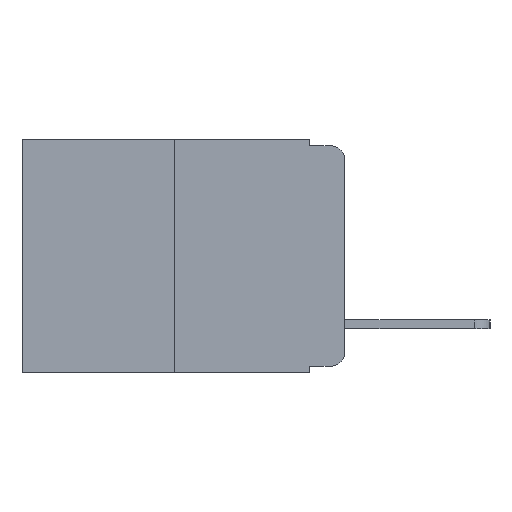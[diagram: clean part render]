
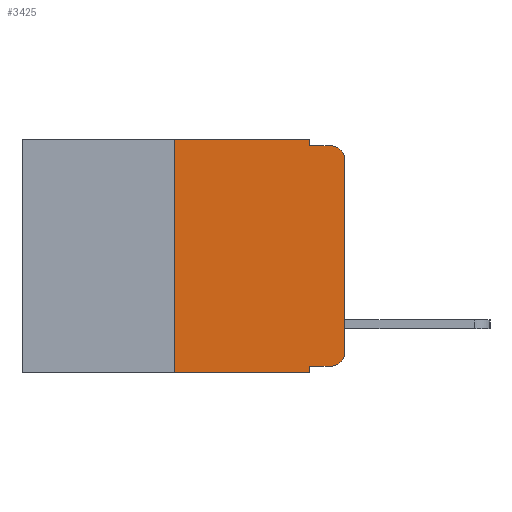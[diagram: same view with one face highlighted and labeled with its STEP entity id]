
A CAD part, left-side view. The second image highlights one B-rep face of the part: STEP entity #3425.
In plain terms, the highlighted planar face has unit normal (-1, 0, 0).
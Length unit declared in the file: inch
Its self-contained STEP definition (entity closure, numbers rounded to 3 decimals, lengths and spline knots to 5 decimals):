
#150 = LINE ( 'NONE', #2378, #18340 ) ;
#313 = ORIENTED_EDGE ( 'NONE', *, *, #6199, .T. ) ;
#522 = EDGE_CURVE ( 'NONE', #15262, #3773, #6132, .T. ) ;
#610 = VERTEX_POINT ( 'NONE', #14421 ) ;
#880 = CIRCLE ( 'NONE', #5197, 0.02 ) ;
#1252 = ORIENTED_EDGE ( 'NONE', *, *, #5233, .T. ) ;
#1298 = PLANE ( 'NONE',  #18031 ) ;
#1932 = AXIS2_PLACEMENT_3D ( 'NONE', #10997, #2319, #12424 ) ;
#2020 = EDGE_CURVE ( 'NONE', #7162, #4787, #150, .T. ) ;
#2082 = CARTESIAN_POINT ( 'NONE',  ( 0., 0.051, 0. ) ) ;
#2151 = ORIENTED_EDGE ( 'NONE', *, *, #15156, .F. ) ;
#2319 = DIRECTION ( 'NONE',  ( -1., 0., 0. ) ) ;
#2378 = CARTESIAN_POINT ( 'NONE',  ( 0., 0.25, 0. ) ) ;
#2579 = CARTESIAN_POINT ( 'NONE',  ( 0., 0.25, 0. ) ) ;
#2696 = CARTESIAN_POINT ( 'NONE',  ( 0., 0.02, -0.03 ) ) ;
#2732 = CARTESIAN_POINT ( 'NONE',  ( 0., 0.02, -0.01 ) ) ;
#2749 = VERTEX_POINT ( 'NONE', #14087 ) ;
#2767 = DIRECTION ( 'NONE',  ( 0., 0., -1. ) ) ;
#2886 = EDGE_CURVE ( 'NONE', #4787, #15262, #16766, .T. ) ;
#3329 = CARTESIAN_POINT ( 'NONE',  ( 0., 0.051, 0. ) ) ;
#3425 = ADVANCED_FACE ( 'NONE', ( #10346 ), #1298, .F. ) ;
#3524 = CARTESIAN_POINT ( 'NONE',  ( 0., 0.051, 0. ) ) ;
#3763 = EDGE_CURVE ( 'NONE', #610, #15886, #12548, .T. ) ;
#3773 = VERTEX_POINT ( 'NONE', #16420 ) ;
#4161 = DIRECTION ( 'NONE',  ( 0., 0., -1. ) ) ;
#4433 = VECTOR ( 'NONE', #10740, 39.37008 ) ;
#4601 = DIRECTION ( 'NONE',  ( 0., 0., 1. ) ) ;
#4653 = ORIENTED_EDGE ( 'NONE', *, *, #15796, .T. ) ;
#4752 = CARTESIAN_POINT ( 'NONE',  ( 0., 0.473, -0.343 ) ) ;
#4787 = VERTEX_POINT ( 'NONE', #2579 ) ;
#5197 = AXIS2_PLACEMENT_3D ( 'NONE', #2696, #12782, #4161 ) ;
#5233 = EDGE_CURVE ( 'NONE', #610, #2749, #10284, .T. ) ;
#5488 = CARTESIAN_POINT ( 'NONE',  ( 0., 0.25, -0.343 ) ) ;
#5582 = ORIENTED_EDGE ( 'NONE', *, *, #12486, .T. ) ;
#6132 = LINE ( 'NONE', #3329, #16608 ) ;
#6188 = CIRCLE ( 'NONE', #1932, 0.02 ) ;
#6199 = EDGE_CURVE ( 'NONE', #7162, #15886, #18226, .T. ) ;
#6295 = VECTOR ( 'NONE', #16205, 39.37008 ) ;
#7064 = CARTESIAN_POINT ( 'NONE',  ( 0., 0., -0.313 ) ) ;
#7162 = VERTEX_POINT ( 'NONE', #5488 ) ;
#7351 = VECTOR ( 'NONE', #13339, 39.37008 ) ;
#7636 = ORIENTED_EDGE ( 'NONE', *, *, #2020, .F. ) ;
#7861 = EDGE_LOOP ( 'NONE', ( #4653, #16502, #2151, #14057, #9666, #7636, #313, #8536, #1252, #5582 ) ) ;
#7877 = VERTEX_POINT ( 'NONE', #2732 ) ;
#8536 = ORIENTED_EDGE ( 'NONE', *, *, #3763, .F. ) ;
#8556 = CARTESIAN_POINT ( 'NONE',  ( 0., 0.473, 0. ) ) ;
#8990 = EDGE_CURVE ( 'NONE', #15902, #7877, #880, .T. ) ;
#9625 = DIRECTION ( 'NONE',  ( 0., 0., 1. ) ) ;
#9666 = ORIENTED_EDGE ( 'NONE', *, *, #2886, .F. ) ;
#10284 = LINE ( 'NONE', #16785, #17330 ) ;
#10346 = FACE_OUTER_BOUND ( 'NONE', #7861, .T. ) ;
#10613 = CARTESIAN_POINT ( 'NONE',  ( 0., 0.051, -0.343 ) ) ;
#10740 = DIRECTION ( 'NONE',  ( 0., 0., -1. ) ) ;
#10997 = CARTESIAN_POINT ( 'NONE',  ( 0., 0.02, -0.313 ) ) ;
#11045 = LINE ( 'NONE', #14625, #18103 ) ;
#11436 = DIRECTION ( 'NONE',  ( 1., 0., 0. ) ) ;
#11585 = CARTESIAN_POINT ( 'NONE',  ( 0., 0.473, 0. ) ) ;
#12424 = DIRECTION ( 'NONE',  ( 0., 0., -1. ) ) ;
#12486 = EDGE_CURVE ( 'NONE', #2749, #16730, #6188, .T. ) ;
#12548 = LINE ( 'NONE', #3524, #4433 ) ;
#12782 = DIRECTION ( 'NONE',  ( -1., 0., 0. ) ) ;
#13339 = DIRECTION ( 'NONE',  ( 0., -1., 0. ) ) ;
#14057 = ORIENTED_EDGE ( 'NONE', *, *, #522, .F. ) ;
#14087 = CARTESIAN_POINT ( 'NONE',  ( 0., 0.02, -0.333 ) ) ;
#14421 = CARTESIAN_POINT ( 'NONE',  ( 0., 0.051, -0.333 ) ) ;
#14625 = CARTESIAN_POINT ( 'NONE',  ( 0., 0., 0. ) ) ;
#14759 = CARTESIAN_POINT ( 'NONE',  ( 0., 0.051, -0.01 ) ) ;
#15156 = EDGE_CURVE ( 'NONE', #3773, #7877, #17656, .T. ) ;
#15262 = VERTEX_POINT ( 'NONE', #2082 ) ;
#15796 = EDGE_CURVE ( 'NONE', #16730, #15902, #11045, .T. ) ;
#15886 = VERTEX_POINT ( 'NONE', #10613 ) ;
#15902 = VERTEX_POINT ( 'NONE', #16294 ) ;
#16205 = DIRECTION ( 'NONE',  ( 0., -1., 0. ) ) ;
#16294 = CARTESIAN_POINT ( 'NONE',  ( 0., 0., -0.03 ) ) ;
#16331 = VECTOR ( 'NONE', #18598, 39.37008 ) ;
#16420 = CARTESIAN_POINT ( 'NONE',  ( 0., 0.051, -0.01 ) ) ;
#16502 = ORIENTED_EDGE ( 'NONE', *, *, #8990, .T. ) ;
#16608 = VECTOR ( 'NONE', #17708, 39.37008 ) ;
#16730 = VERTEX_POINT ( 'NONE', #7064 ) ;
#16766 = LINE ( 'NONE', #11585, #16331 ) ;
#16785 = CARTESIAN_POINT ( 'NONE',  ( 0., 0.051, -0.333 ) ) ;
#17330 = VECTOR ( 'NONE', #18204, 39.37008 ) ;
#17656 = LINE ( 'NONE', #14759, #6295 ) ;
#17708 = DIRECTION ( 'NONE',  ( 0., 0., -1. ) ) ;
#18031 = AXIS2_PLACEMENT_3D ( 'NONE', #8556, #11436, #2767 ) ;
#18103 = VECTOR ( 'NONE', #4601, 39.37008 ) ;
#18204 = DIRECTION ( 'NONE',  ( 0., -1., 0. ) ) ;
#18226 = LINE ( 'NONE', #4752, #7351 ) ;
#18340 = VECTOR ( 'NONE', #9625, 39.37008 ) ;
#18598 = DIRECTION ( 'NONE',  ( 0., -1., 0. ) ) ;
